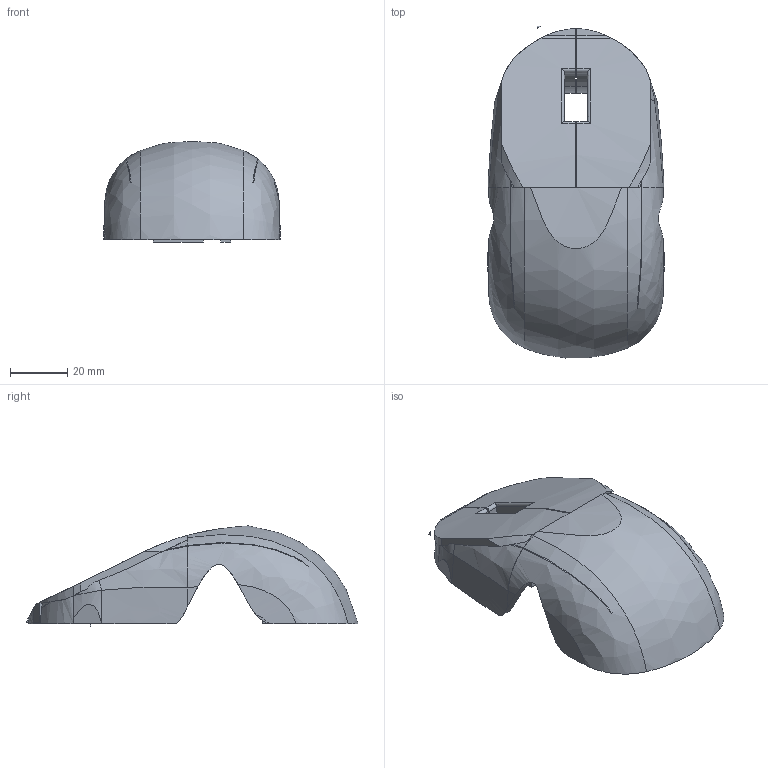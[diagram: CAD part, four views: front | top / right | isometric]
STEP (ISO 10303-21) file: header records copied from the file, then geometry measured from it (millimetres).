
FILE_DESCRIPTION(/* description */ ('STEP AP242','CAx-IF Rec.Pracs.---Representation and Presentation of Product Manufacturing Information (PMI)---4.0---2014-10-13','CAx-IF Rec.Pracs.---3D Tessellated Geometry---0.4---2014-09-14','2;1'),/* implementation_level */ '2;1');
FILE_NAME(/* name */ '686f257c02a0b3640bec8878',/* time_stamp */ '2025-07-10T02:29:17Z',/* author */ (''),/* organization */ (''),/* preprocessor_version */ 'ST-DEVELOPER v20',/* originating_system */ 'ONSHAPE BY PTC INC, 1.200',/* authorisation */ ' ');
FILE_SCHEMA (('AP242_MANAGED_MODEL_BASED_3D_ENGINEERING_MIM_LF { 1 0 10303 442 1 1 4 }'));
Length unit declared in the file: metre
Products named in the file (7): Part 5; Part 2; Part 4; Part 7; Part 1; Part 6; Part 3
Bounding box: 61.77 x 116.25 x 35.1 mm (x, y, z)
Volume: 53706.7 mm3; surface area: 26656.2 mm2
Topology: 7 solids, 7 shells, 205 faces, 558 edges, 363 vertices
Faces by surface type: plane 130, bspline 54, cylinder 21
Full cylindrical faces by diameter (mm): 1.85 x1
Entity records: 14314 total; most frequent: CARTESIAN_POINT 9505, ORIENTED_EDGE 1114, DIRECTION 723, EDGE_CURVE 557, VERTEX_POINT 363, LINE 283, VECTOR 283, AXIS2_PLACEMENT_3D 220
